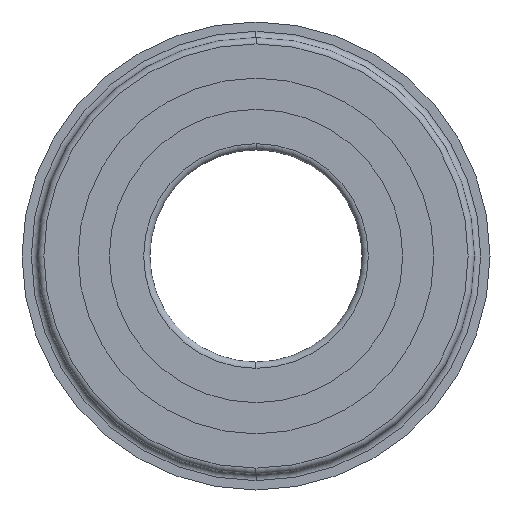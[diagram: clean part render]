
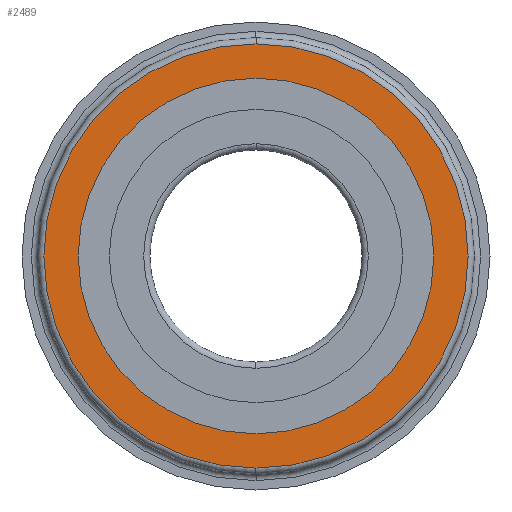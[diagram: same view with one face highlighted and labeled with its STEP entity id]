
A CAD part, left-side view. The second image highlights one B-rep face of the part: STEP entity #2489.
In plain terms, the highlighted planar face has unit normal (-1, 0, 0).
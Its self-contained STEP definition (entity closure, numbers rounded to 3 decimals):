
#134 = DIRECTION ( 'NONE',  ( 0., 0., 1. ) ) ;
#149 = CIRCLE ( 'NONE', #2151, 17. ) ;
#220 = EDGE_CURVE ( 'NONE', #3094, #2389, #3106, .T. ) ;
#290 = VERTEX_POINT ( 'NONE', #1675 ) ;
#307 = DIRECTION ( 'NONE',  ( 0., 0., 1. ) ) ;
#635 = CARTESIAN_POINT ( 'NONE',  ( -5., 0., 0. ) ) ;
#690 = VERTEX_POINT ( 'NONE', #822 ) ;
#787 = AXIS2_PLACEMENT_3D ( 'NONE', #3525, #2745, #3254 ) ;
#809 = CARTESIAN_POINT ( 'NONE',  ( -5., 0., 0. ) ) ;
#822 = CARTESIAN_POINT ( 'NONE',  ( -5., 0., 17. ) ) ;
#828 = DIRECTION ( 'NONE',  ( 0., 0., 1. ) ) ;
#833 = FACE_OUTER_BOUND ( 'NONE', #1908, .T. ) ;
#887 = DIRECTION ( 'NONE',  ( -1., 0., 0. ) ) ;
#969 = CIRCLE ( 'NONE', #1698, 17. ) ;
#1196 = ORIENTED_EDGE ( 'NONE', *, *, #2663, .F. ) ;
#1240 = AXIS2_PLACEMENT_3D ( 'NONE', #635, #1500, #134 ) ;
#1500 = DIRECTION ( 'NONE',  ( -1., 0., 0. ) ) ;
#1626 = PLANE ( 'NONE',  #787 ) ;
#1675 = CARTESIAN_POINT ( 'NONE',  ( -5., 0., -17. ) ) ;
#1698 = AXIS2_PLACEMENT_3D ( 'NONE', #2190, #3262, #2997 ) ;
#1908 = EDGE_LOOP ( 'NONE', ( #3350, #2872 ) ) ;
#1928 = AXIS2_PLACEMENT_3D ( 'NONE', #809, #2654, #828 ) ;
#1986 = CIRCLE ( 'NONE', #1240, 14.25 ) ;
#2151 = AXIS2_PLACEMENT_3D ( 'NONE', #3235, #887, #307 ) ;
#2190 = CARTESIAN_POINT ( 'NONE',  ( -5., 0., 0. ) ) ;
#2377 = CARTESIAN_POINT ( 'NONE',  ( -5., 0., -14.25 ) ) ;
#2389 = VERTEX_POINT ( 'NONE', #2377 ) ;
#2481 = EDGE_CURVE ( 'NONE', #290, #690, #149, .T. ) ;
#2489 = ADVANCED_FACE ( 'NONE', ( #833, #3043 ), #1626, .T. ) ;
#2654 = DIRECTION ( 'NONE',  ( -1., 0., 0. ) ) ;
#2663 = EDGE_CURVE ( 'NONE', #2389, #3094, #1986, .T. ) ;
#2745 = DIRECTION ( 'NONE',  ( -1., 0., 0. ) ) ;
#2872 = ORIENTED_EDGE ( 'NONE', *, *, #2481, .T. ) ;
#2949 = EDGE_CURVE ( 'NONE', #690, #290, #969, .T. ) ;
#2997 = DIRECTION ( 'NONE',  ( 0., 0., 1. ) ) ;
#3043 = FACE_BOUND ( 'NONE', #3159, .T. ) ;
#3071 = ORIENTED_EDGE ( 'NONE', *, *, #220, .F. ) ;
#3094 = VERTEX_POINT ( 'NONE', #3428 ) ;
#3106 = CIRCLE ( 'NONE', #1928, 14.25 ) ;
#3159 = EDGE_LOOP ( 'NONE', ( #3071, #1196 ) ) ;
#3235 = CARTESIAN_POINT ( 'NONE',  ( -5., 0., 0. ) ) ;
#3254 = DIRECTION ( 'NONE',  ( 0., 0., 1. ) ) ;
#3262 = DIRECTION ( 'NONE',  ( -1., 0., 0. ) ) ;
#3350 = ORIENTED_EDGE ( 'NONE', *, *, #2949, .T. ) ;
#3428 = CARTESIAN_POINT ( 'NONE',  ( -5., 0., 14.25 ) ) ;
#3525 = CARTESIAN_POINT ( 'NONE',  ( -5., 0., 0. ) ) ;
